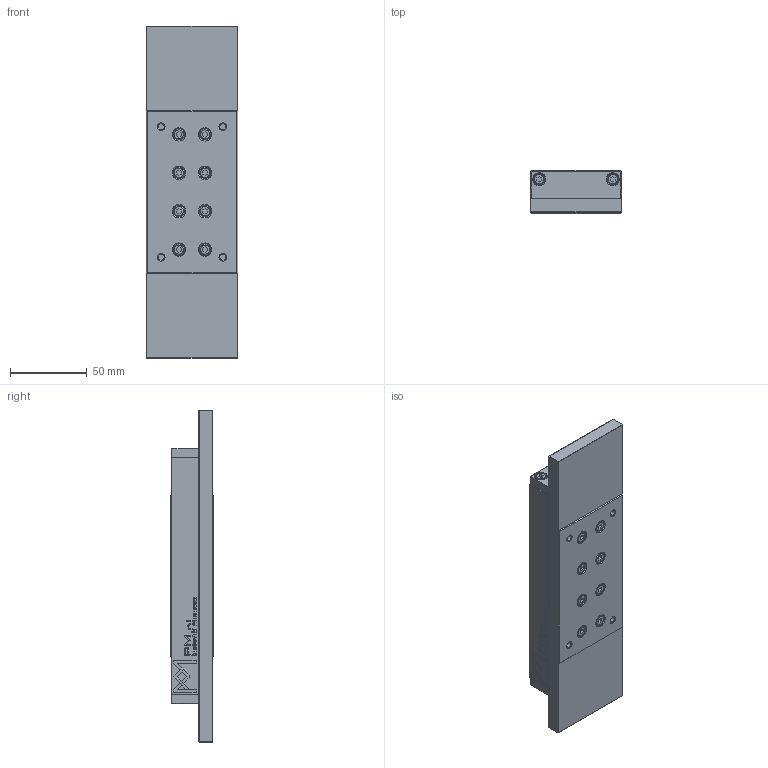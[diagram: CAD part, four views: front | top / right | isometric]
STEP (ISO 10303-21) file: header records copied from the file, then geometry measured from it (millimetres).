
FILE_DESCRIPTION(/* description */ (''),/* implementation_level */ '2;1');
FILE_NAME(/* name */ 'RTNG-3100.stp',/* time_stamp */ '2024-10-01T11:57:24+02:00',/* author */ (''),/* organization */ (''),/* preprocessor_version */ 'ST-DEVELOPER v16.7',/* originating_system */ 'SIEMENS PLM Software NX 12.0',/* authorisation */ '');
FILE_SCHEMA (('AUTOMOTIVE_DESIGN { 1 0 10303 214 3 1 1 1 }'));
Length unit declared in the file: millimetre
Products named in the file (1): RTNG-3100_stp
Bounding box: 59.5 x 28 x 216 mm (x, y, z)
Volume: 260435.7 mm3; surface area: 78135.5 mm2
Topology: 4 solids, 4 shells, 1157 faces, 2903 edges, 1872 vertices
Faces by surface type: plane 766, bspline 180, cylinder 111, cone 60, torus 40
Entity records: 39226 total; most frequent: CARTESIAN_POINT 8417, ORIENTED_EDGE 5806, DIRECTION 4885, EDGE_CURVE 2903, LINE 2157, VECTOR 2157, VERTEX_POINT 1872, AXIS2_PLACEMENT_3D 1364
